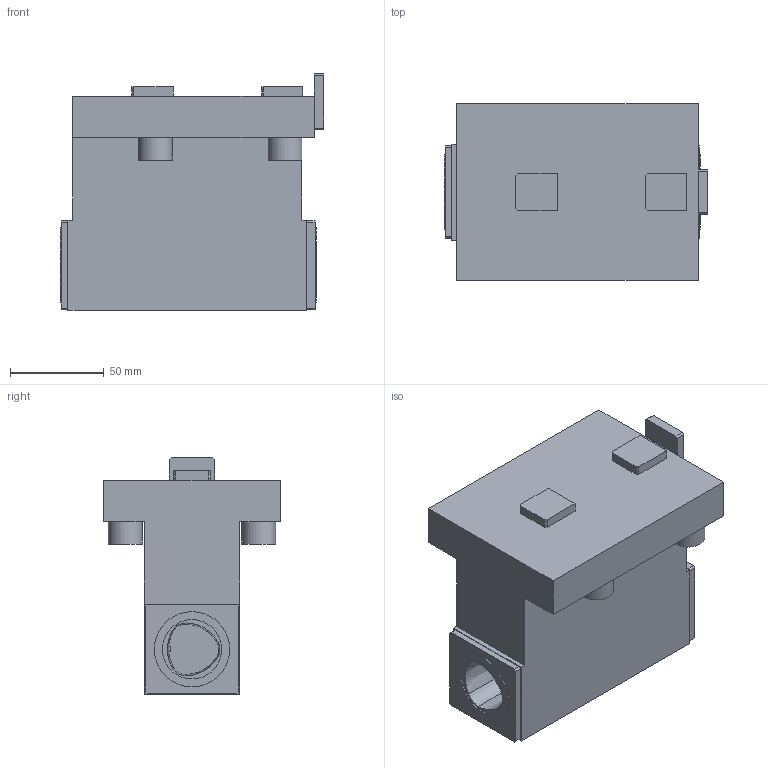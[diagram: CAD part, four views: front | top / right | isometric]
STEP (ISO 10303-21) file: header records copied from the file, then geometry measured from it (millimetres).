
FILE_DESCRIPTION(/* description */ (''),/* implementation_level */ '2;1');
FILE_NAME(/* name */ '1582891773255.stp',/* time_stamp */ '2020-02-28T17:39:43+05:00',/* author */ (''),/* organization */ ('SMS'),/* preprocessor_version */ 'ST-DEVELOPER v16.7',/* originating_system */ 'SIEMENS PLM Software NX 12.0',/* authorisation */ '');
FILE_SCHEMA (('AUTOMOTIVE_DESIGN { 1 0 10303 214 3 1 1 1 }'));
Length unit declared in the file: millimetre
Products named in the file (1): 200835860mod000_02
Bounding box: 140 x 94 x 126 mm (x, y, z)
Volume: 862027.2 mm3; surface area: 77227.3 mm2
Topology: 1 solids, 1 shells, 90 faces, 216 edges, 148 vertices
Faces by surface type: plane 68, cone 12, cylinder 10
Full cylindrical faces by diameter (mm): 2.5 x2, 18 x4, 31.6 x2, 40 x2
Entity records: 2726 total; most frequent: CARTESIAN_POINT 559, DIRECTION 434, ORIENTED_EDGE 408, EDGE_CURVE 204, LINE 160, VECTOR 160, VERTEX_POINT 142, AXIS2_PLACEMENT_3D 137
